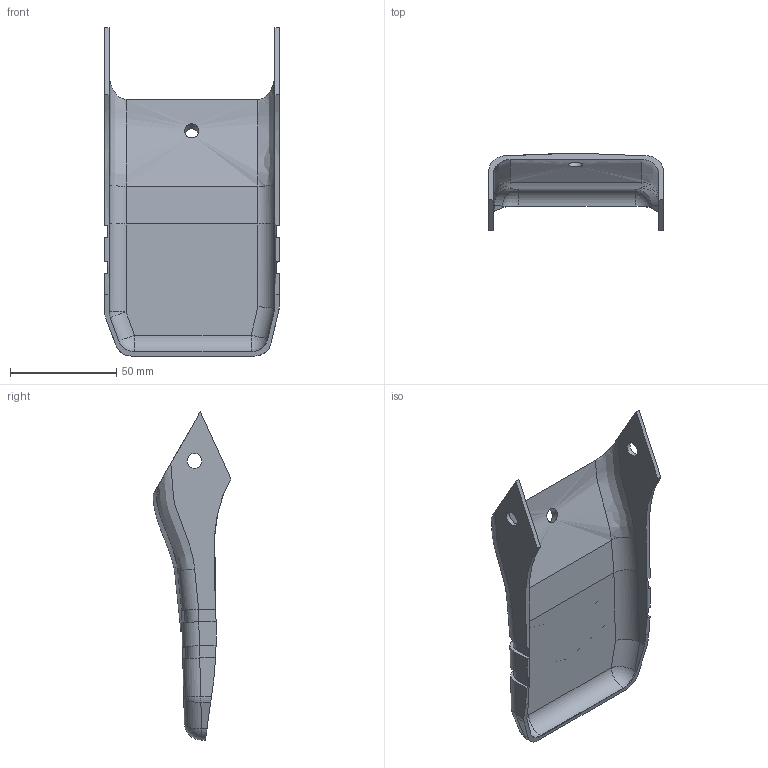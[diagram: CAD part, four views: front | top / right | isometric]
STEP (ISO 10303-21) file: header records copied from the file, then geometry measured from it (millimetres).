
FILE_DESCRIPTION(/* description */ (''),/* implementation_level */ '2;1');
FILE_NAME(/* name */ 'Blatnik, dlhý.step',/* time_stamp */ '2022-07-22T19:02:33+02:00',/* author */ (''),/* organization */ (''),/* preprocessor_version */ 'ST-DEVELOPER v19',/* originating_system */ 'Autodesk Translation Framework v11.7.0.108',/* authorisation */ '');
FILE_SCHEMA (('AUTOMOTIVE_DESIGN { 1 0 10303 214 3 1 1 }'));
Length unit declared in the file: millimetre
Products named in the file (1): Blatnik dlhy
Bounding box: 82 x 36.58 x 154.2 mm (x, y, z)
Volume: 32543.1 mm3; surface area: 30229 mm2
Topology: 1 solids, 1 shells, 108 faces, 281 edges, 174 vertices
Faces by surface type: plane 51, cylinder 30, bspline 20, sphere 7
Full cylindrical faces by diameter (mm): 6.6 x1, 7 x2
Entity records: 7959 total; most frequent: CARTESIAN_POINT 5510, ORIENTED_EDGE 562, DIRECTION 417, EDGE_CURVE 281, VERTEX_POINT 174, AXIS2_PLACEMENT_3D 142, LINE 133, VECTOR 133
